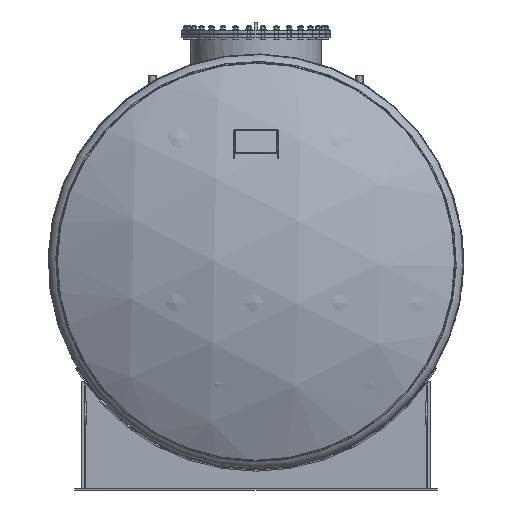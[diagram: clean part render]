
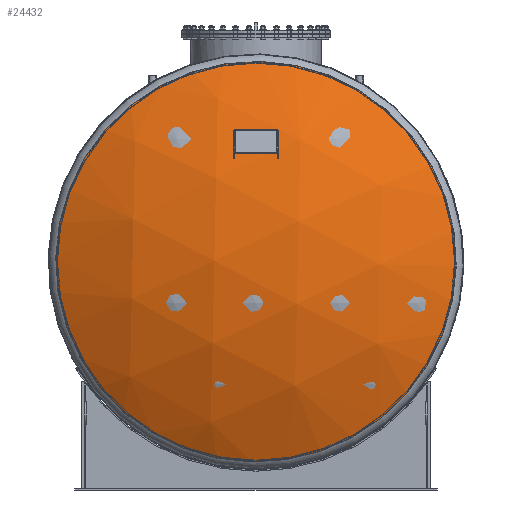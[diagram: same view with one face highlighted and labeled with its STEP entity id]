
A CAD part, left-side view. The second image highlights one B-rep face of the part: STEP entity #24432.
In plain terms, the highlighted spherical face has radius 2011 mm.
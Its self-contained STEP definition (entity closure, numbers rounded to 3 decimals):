
#5928=FACE_OUTER_BOUND('',#7586,.T.);
#7586=EDGE_LOOP('',(#16447));
#9447=CIRCLE('',#26440,967.72);
#10544=VERTEX_POINT('',#36836);
#12792=EDGE_CURVE('',#10544,#10544,#9447,.T.);
#16447=ORIENTED_EDGE('',*,*,#12792,.T.);
#22731=SPHERICAL_SURFACE('',#26442,2011.);
#24432=ADVANCED_FACE('',(#5928),#22731,.T.);
#26440=AXIS2_PLACEMENT_3D('',#36837,#29409,#29410);
#26442=AXIS2_PLACEMENT_3D('',#36839,#29413,#29414);
#29409=DIRECTION('center_axis',(-1.,0.,0.));
#29410=DIRECTION('ref_axis',(0.,-0.022,
1.));
#29413=DIRECTION('center_axis',(0.,1.,
0.022));
#29414=DIRECTION('ref_axis',(0.,-0.022,
1.));
#36836=CARTESIAN_POINT('',(-3967.804,967.494,20.892));
#36837=CARTESIAN_POINT('Origin',(-3967.804,0.,
0.));
#36839=CARTESIAN_POINT('Origin',(-2204.954,0.,0.));
